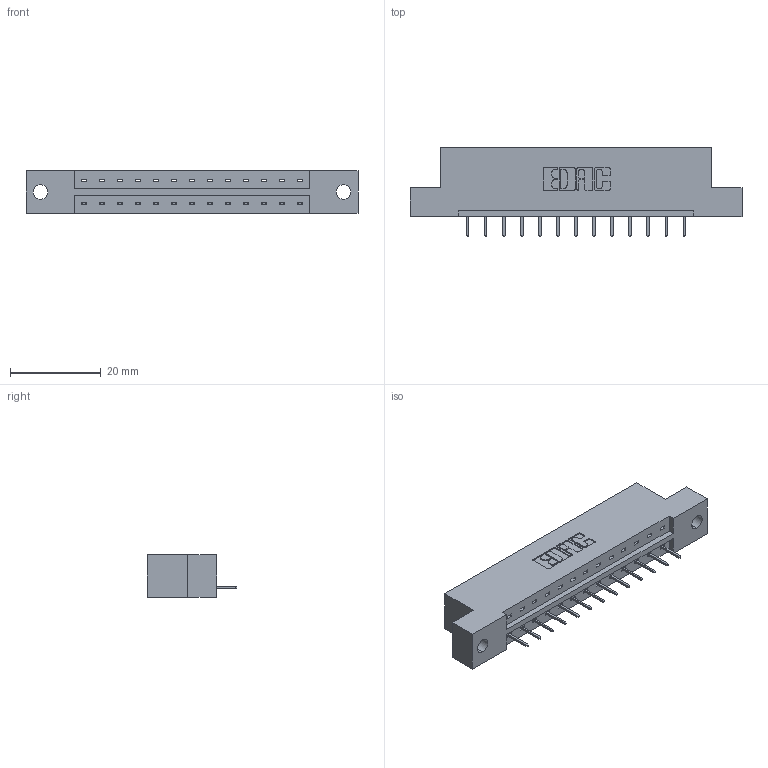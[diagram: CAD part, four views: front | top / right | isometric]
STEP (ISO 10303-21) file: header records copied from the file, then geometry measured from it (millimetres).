
FILE_DESCRIPTION (( 'STEP AP203' ), '1' );
FILE_NAME ('833-013-524-102.STEP', '2020-05-30T23:51:12', ( '' ), ( '' ), 'SwSTEP 2.0', 'SolidWorks 2020', '' );
FILE_SCHEMA (( 'CONFIG_CONTROL_DESIGN' ));
Length unit declared in the file: inch
Products named in the file (3): 833-013-524-102; 833 Part_Flush - .128 Dia; 345-292-001_345-293-124
Assembly tree (14 placements, depth 2):
  833-013-524-102
    833 Part_Flush - .128 Dia
    345-292-001_345-293-124  x13
Bounding box: 73.05 x 19.69 x 9.4 mm (x, y, z)
Volume: 7013.5 mm3; surface area: 6949.9 mm2
Topology: 14 solids, 14 shells, 920 faces, 2651 edges, 1714 vertices
Faces by surface type: plane 694, cylinder 226
Entity records: 11775 total; most frequent: CARTESIAN_POINT 2041, ORIENTED_EDGE 1990, DIRECTION 1781, EDGE_CURVE 995, VECTOR 871, LINE 871, VERTEX_POINT 658, AXIS2_PLACEMENT_3D 455
